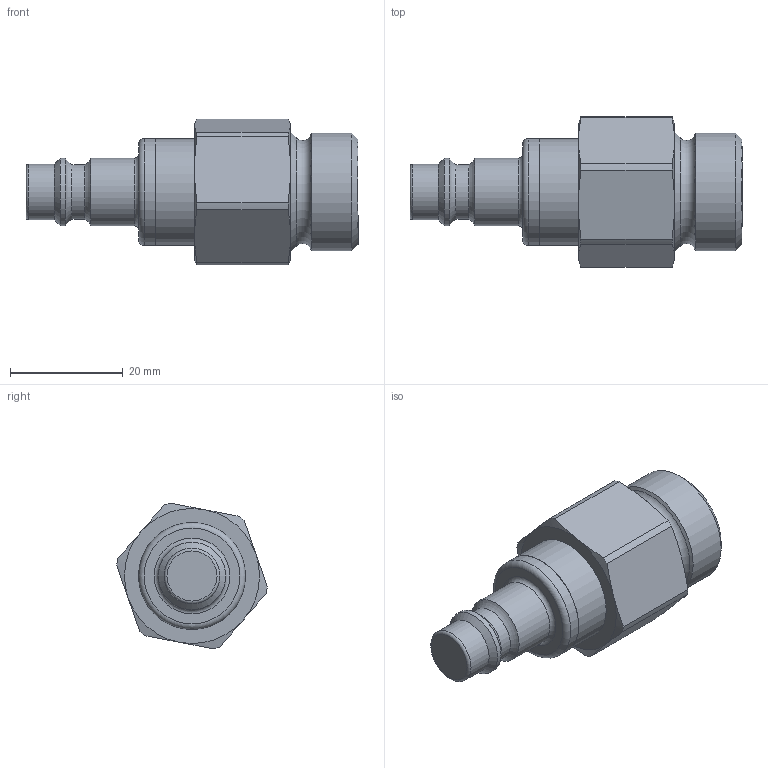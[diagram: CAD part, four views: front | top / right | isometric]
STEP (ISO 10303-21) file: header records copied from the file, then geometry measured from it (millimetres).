
FILE_DESCRIPTION((''),'2;1');
FILE_NAME('25sbaw21rvx.stp','2014-05-15T13:08:27',('IA176480'),(''),'Autodesk Inventor 2013','Autodesk Inventor 2013','');
FILE_SCHEMA(('AUTOMOTIVE_DESIGN { 1 0 10303 214 1 1 1 1 }'));
Length unit declared in the file: millimetre
Products named in the file (1): D110440
Bounding box: 59 x 26.77 x 25.91 mm (x, y, z)
Volume: 17082.9 mm3; surface area: 4411.1 mm2
Topology: 1 solids, 1 shells, 47 faces, 98 edges, 57 vertices
Faces by surface type: cone 16, cylinder 13, plane 12, torus 6
Full cylindrical faces by diameter (mm): 9.75 x1, 9.9 x1, 12 x2, 18.95 x1, 19 x1, 20.955 x1
Entity records: 1208 total; most frequent: CARTESIAN_POINT 234, DIRECTION 198, ORIENTED_EDGE 162, AXIS2_PLACEMENT_3D 93, EDGE_CURVE 81, EDGE_LOOP 68, VERTEX_POINT 57, STYLED_ITEM 48
